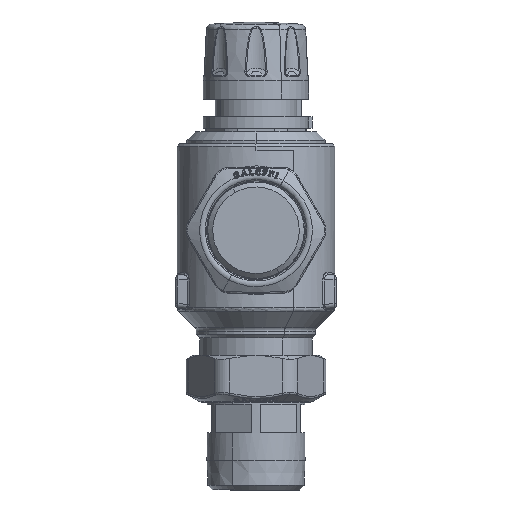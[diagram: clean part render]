
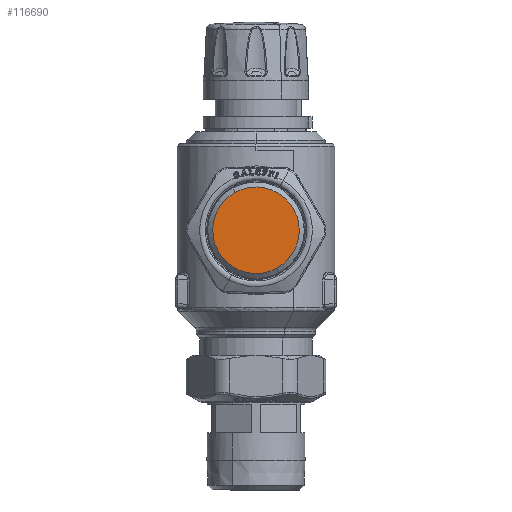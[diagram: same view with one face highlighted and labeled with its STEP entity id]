
A CAD part, front view. The second image highlights one B-rep face of the part: STEP entity #116690.
In plain terms, the highlighted planar face has unit normal (0, -1, 0).
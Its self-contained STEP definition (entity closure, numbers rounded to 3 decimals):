
#116331=CARTESIAN_POINT('Vertex',(-8.866,100.447,231.507)) ;
#116347=CARTESIAN_POINT('Vertex',(8.866,100.447,199.05)) ;
#116350=CARTESIAN_POINT('Axis2P3D Location',(0.,100.447,215.279)) ;
#116625=CARTESIAN_POINT('Axis2P3D Location',(0.,100.447,215.279)) ;
#116681=CARTESIAN_POINT('Axis2P3D Location',(0.,100.447,194.72)) ;
#116351=DIRECTION('Axis2P3D Direction',(0.,-1.,0.)) ;
#116626=DIRECTION('Axis2P3D Direction',(0.,-1.,0.)) ;
#116682=DIRECTION('Axis2P3D Direction',(0.,-1.,0.)) ;
#116683=DIRECTION('Axis2P3D XDirection',(1.,0.,0.)) ;
#116352=AXIS2_PLACEMENT_3D('Circle Axis2P3D',#116350,#116351,$) ;
#116627=AXIS2_PLACEMENT_3D('Circle Axis2P3D',#116625,#116626,$) ;
#116684=AXIS2_PLACEMENT_3D('Plane Axis2P3D',#116681,#116682,#116683) ;
#116353=CIRCLE('generated circle',#116352,18.493) ;
#116628=CIRCLE('generated circle',#116627,18.493) ;
#116685=PLANE('',#116684) ;
#116354=EDGE_CURVE('',#116332,#116348,#116353,.T.) ;
#116629=EDGE_CURVE('',#116348,#116332,#116628,.T.) ;
#116687=ORIENTED_EDGE('',*,*,#116354,.T.) ;
#116688=ORIENTED_EDGE('',*,*,#116629,.T.) ;
#116686=EDGE_LOOP('',(#116687,#116688)) ;
#116332=VERTEX_POINT('',#116331) ;
#116348=VERTEX_POINT('',#116347) ;
#116690=ADVANCED_FACE('PartBody',(#116689),#116685,.T.) ;
#116689=FACE_OUTER_BOUND('',#116686,.T.) ;
